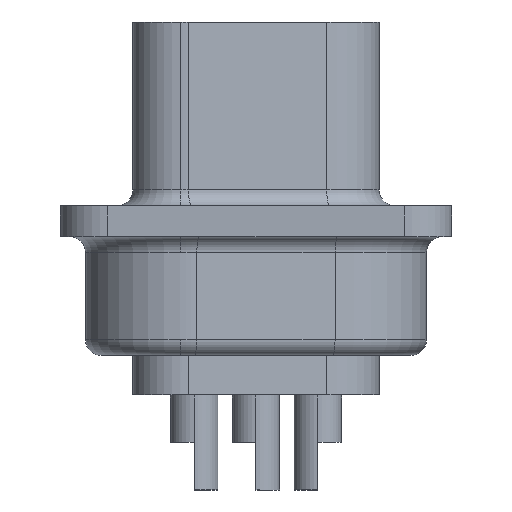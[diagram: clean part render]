
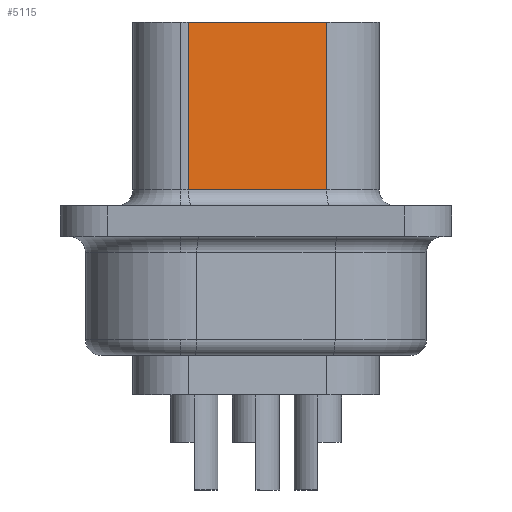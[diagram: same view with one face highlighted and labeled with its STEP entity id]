
A CAD part, left-side view. The second image highlights one B-rep face of the part: STEP entity #5115.
In plain terms, the highlighted planar face has unit normal (-0.985, -0.174, 0).
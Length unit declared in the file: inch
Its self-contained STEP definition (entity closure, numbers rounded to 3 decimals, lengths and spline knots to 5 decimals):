
#1424 = CARTESIAN_POINT ( 'NONE',  ( -0.28924, -0.08939, 0.2515 ) ) ;
#1425 = DIRECTION ( 'NONE',  ( 0.174, -0.985, 0. ) ) ;
#1426 = VECTOR ( 'NONE', #1425, 39.37008 ) ;
#1427 = CARTESIAN_POINT ( 'NONE',  ( -0.32, 0.08508, 0.2515 ) ) ;
#1428 = LINE ( 'NONE', #1427, #1426 ) ;
#1479 = DIRECTION ( 'NONE',  ( 0., 0., -1. ) ) ;
#1480 = VECTOR ( 'NONE', #1479, 39.37008 ) ;
#1481 = CARTESIAN_POINT ( 'NONE',  ( -0.28924, -0.08939, 0.2515 ) ) ;
#1482 = LINE ( 'NONE', #1481, #1480 ) ;
#1511 = CARTESIAN_POINT ( 'NONE',  ( -0.28924, -0.08939, 0.0395 ) ) ;
#1512 = DIRECTION ( 'NONE',  ( 0.174, -0.985, 0. ) ) ;
#1513 = VECTOR ( 'NONE', #1512, 39.37008 ) ;
#1514 = CARTESIAN_POINT ( 'NONE',  ( -0.28924, -0.08939, 0.0395 ) ) ;
#1515 = LINE ( 'NONE', #1514, #1513 ) ;
#1517 = DIRECTION ( 'NONE',  ( -0.174, 0.985, 0. ) ) ;
#1518 = DIRECTION ( 'NONE',  ( 0.985, 0.174, 0. ) ) ;
#1519 = CARTESIAN_POINT ( 'NONE',  ( -0.32, 0.08508, 0.2515 ) ) ;
#1520 = AXIS2_PLACEMENT_3D ( 'NONE', #1519, #1518, #1517 ) ;
#1521 = PLANE ( 'NONE',  #1520 ) ;
#1522 = FACE_OUTER_BOUND ( 'NONE', #5118, .T. ) ;
#4325 = VERTEX_POINT ( 'NONE', #8784 ) ;
#4330 = VERTEX_POINT ( 'NONE', #8774 ) ;
#4332 = EDGE_CURVE ( 'NONE', #4325, #4330, #8773, .T. ) ;
#5057 = EDGE_CURVE ( 'NONE', #4325, #5058, #1428, .T. ) ;
#5058 = VERTEX_POINT ( 'NONE', #1424 ) ;
#5098 = EDGE_CURVE ( 'NONE', #5058, #5124, #1482, .T. ) ;
#5099 = ORIENTED_EDGE ( 'NONE', *, *, #5057, .F. ) ;
#5115 = ADVANCED_FACE ( 'NONE', ( #1522 ), #1521, .F. ) ;
#5118 = EDGE_LOOP ( 'NONE', ( #5119, #5121, #5125, #5099 ) ) ;
#5119 = ORIENTED_EDGE ( 'NONE', *, *, #4332, .T. ) ;
#5121 = ORIENTED_EDGE ( 'NONE', *, *, #5123, .T. ) ;
#5123 = EDGE_CURVE ( 'NONE', #4330, #5124, #1515, .T. ) ;
#5124 = VERTEX_POINT ( 'NONE', #1511 ) ;
#5125 = ORIENTED_EDGE ( 'NONE', *, *, #5098, .F. ) ;
#8770 = DIRECTION ( 'NONE',  ( 0., 0., -1. ) ) ;
#8771 = VECTOR ( 'NONE', #8770, 39.37008 ) ;
#8772 = CARTESIAN_POINT ( 'NONE',  ( -0.32, 0.08508, 0.2515 ) ) ;
#8773 = LINE ( 'NONE', #8772, #8771 ) ;
#8774 = CARTESIAN_POINT ( 'NONE',  ( -0.32, 0.08508, 0.0395 ) ) ;
#8784 = CARTESIAN_POINT ( 'NONE',  ( -0.32, 0.08508, 0.2515 ) ) ;
